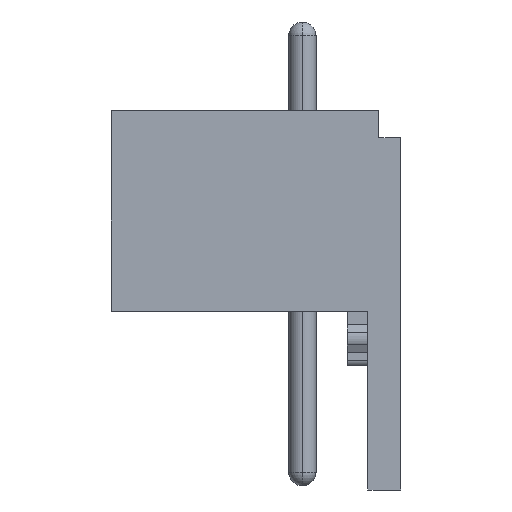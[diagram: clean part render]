
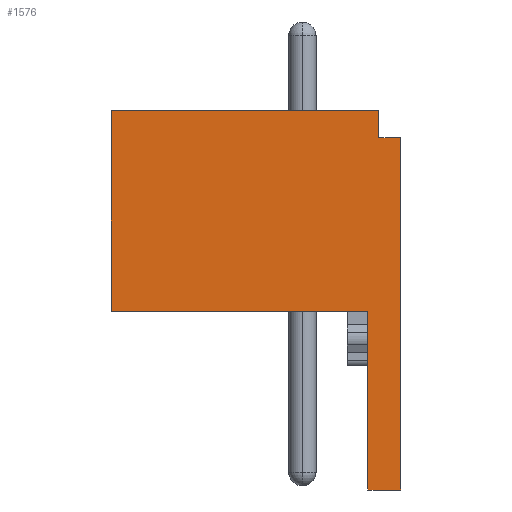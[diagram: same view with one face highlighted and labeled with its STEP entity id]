
A CAD part, front view. The second image highlights one B-rep face of the part: STEP entity #1576.
In plain terms, the highlighted planar face has unit normal (0, -1, 0).
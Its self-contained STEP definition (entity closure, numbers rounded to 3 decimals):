
#1=DIRECTION('',(1.,0.,0.));
#2=VECTOR('',#1,9.8);
#3=CARTESIAN_POINT('',(0.,0.,0.));
#4=LINE('',#3,#2);
#5=DIRECTION('',(0.,0.,-1.));
#6=VECTOR('',#5,1.);
#7=CARTESIAN_POINT('',(9.8,0.,0.));
#8=LINE('',#7,#6);
#9=DIRECTION('',(1.,0.,0.));
#10=VECTOR('',#9,0.8);
#11=CARTESIAN_POINT('',(9.8,0.,-1.));
#12=LINE('',#11,#10);
#13=DIRECTION('',(0.,0.,-1.));
#14=VECTOR('',#13,12.9);
#15=CARTESIAN_POINT('',(10.6,0.,-1.));
#16=LINE('',#15,#14);
#17=DIRECTION('',(-1.,0.,0.));
#18=VECTOR('',#17,1.2);
#19=CARTESIAN_POINT('',(10.6,0.,-13.9));
#20=LINE('',#19,#18);
#21=DIRECTION('',(0.,0.,1.));
#22=VECTOR('',#21,6.55);
#23=CARTESIAN_POINT('',(9.4,0.,-13.9));
#24=LINE('',#23,#22);
#25=DIRECTION('',(-1.,0.,0.));
#26=VECTOR('',#25,9.4);
#27=CARTESIAN_POINT('',(9.4,0.,-7.35));
#28=LINE('',#27,#26);
#29=DIRECTION('',(0.,0.,1.));
#30=VECTOR('',#29,7.35);
#31=CARTESIAN_POINT('',(0.,0.,-7.35));
#32=LINE('',#31,#30);
#1209=CARTESIAN_POINT('',(0.,0.,0.));
#1210=CARTESIAN_POINT('',(9.8,0.,0.));
#1211=VERTEX_POINT('',#1209);
#1212=VERTEX_POINT('',#1210);
#1213=CARTESIAN_POINT('',(9.8,0.,-1.));
#1214=VERTEX_POINT('',#1213);
#1215=CARTESIAN_POINT('',(10.6,0.,-1.));
#1216=VERTEX_POINT('',#1215);
#1217=CARTESIAN_POINT('',(10.6,0.,-13.9));
#1218=VERTEX_POINT('',#1217);
#1219=CARTESIAN_POINT('',(9.4,0.,-13.9));
#1220=VERTEX_POINT('',#1219);
#1221=CARTESIAN_POINT('',(9.4,0.,-7.35));
#1222=VERTEX_POINT('',#1221);
#1223=CARTESIAN_POINT('',(0.,0.,-7.35));
#1224=VERTEX_POINT('',#1223);
#1553=CARTESIAN_POINT('',(0.,0.,0.));
#1554=DIRECTION('',(0.,1.,0.));
#1555=DIRECTION('',(1.,0.,0.));
#1556=AXIS2_PLACEMENT_3D('',#1553,#1554,#1555);
#1557=PLANE('',#1556);
#1559=ORIENTED_EDGE('',*,*,#1558,.T.);
#1561=ORIENTED_EDGE('',*,*,#1560,.T.);
#1563=ORIENTED_EDGE('',*,*,#1562,.T.);
#1565=ORIENTED_EDGE('',*,*,#1564,.T.);
#1567=ORIENTED_EDGE('',*,*,#1566,.T.);
#1569=ORIENTED_EDGE('',*,*,#1568,.T.);
#1571=ORIENTED_EDGE('',*,*,#1570,.T.);
#1573=ORIENTED_EDGE('',*,*,#1572,.T.);
#1574=EDGE_LOOP('',(#1559,#1561,#1563,#1565,#1567,#1569,#1571,#1573));
#1575=FACE_OUTER_BOUND('',#1574,.F.);
#1576=ADVANCED_FACE('',(#1575),#1557,.F.);
#1558=EDGE_CURVE('',#1211,#1212,#4,.T.);
#1560=EDGE_CURVE('',#1212,#1214,#8,.T.);
#1562=EDGE_CURVE('',#1214,#1216,#12,.T.);
#1564=EDGE_CURVE('',#1216,#1218,#16,.T.);
#1566=EDGE_CURVE('',#1218,#1220,#20,.T.);
#1568=EDGE_CURVE('',#1220,#1222,#24,.T.);
#1570=EDGE_CURVE('',#1222,#1224,#28,.T.);
#1572=EDGE_CURVE('',#1224,#1211,#32,.T.);
